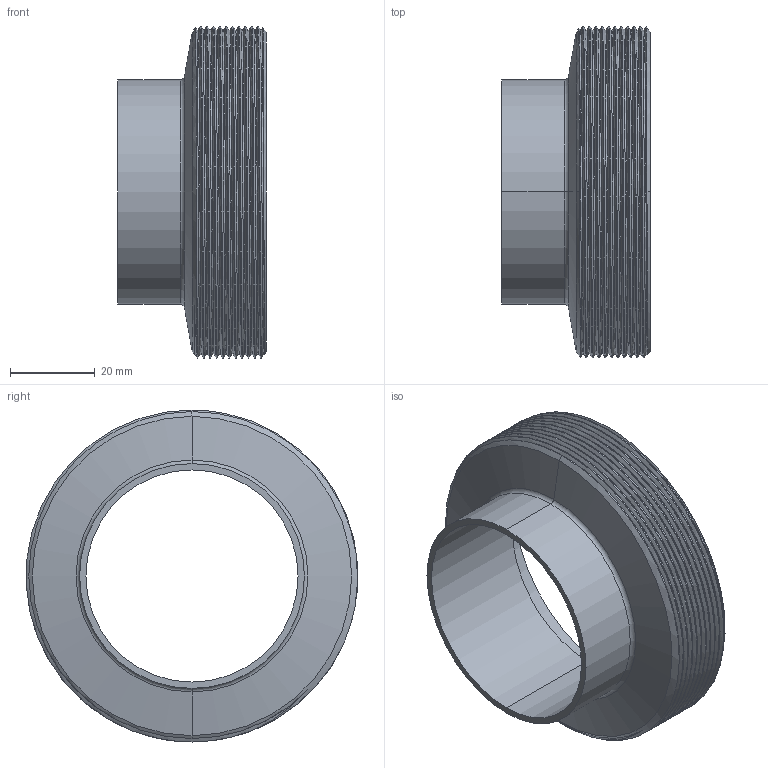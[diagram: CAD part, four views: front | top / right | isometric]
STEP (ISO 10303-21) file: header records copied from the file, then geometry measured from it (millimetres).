
FILE_DESCRIPTION (( 'STEP AP203' ), '1' );
FILE_NAME ('3D-M2010P_53x1.5_174072040_174074040.STEP', '2024-09-05T06:23:40', ( '' ), ( '' ), 'SwSTEP 2.0', 'SolidWorks 2024', '' );
FILE_SCHEMA (( 'CONFIG_CONTROL_DESIGN' ));
Length unit declared in the file: millimetre
Products named in the file (1): 3D-M2010P_53x1.5_174072040_174074040
Bounding box: 35 x 78.11 x 78.24 mm (x, y, z)
Volume: 42787.6 mm3; surface area: 21038.2 mm2
Topology: 1 solids, 1 shells, 47 faces, 121 edges, 78 vertices
Faces by surface type: cylinder 30, cone 8, plane 4, bspline 3, torus 2
Entity records: 3795 total; most frequent: CARTESIAN_POINT 2712, ORIENTED_EDGE 242, DIRECTION 183, EDGE_CURVE 121, VERTEX_POINT 78, AXIS2_PLACEMENT_3D 73, EDGE_LOOP 51, FACE_OUTER_BOUND 47
